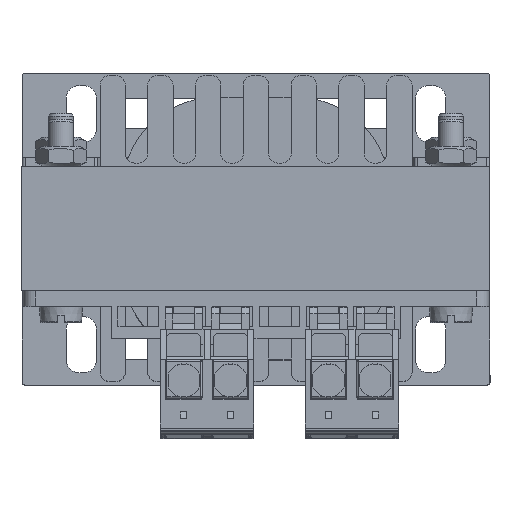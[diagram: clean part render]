
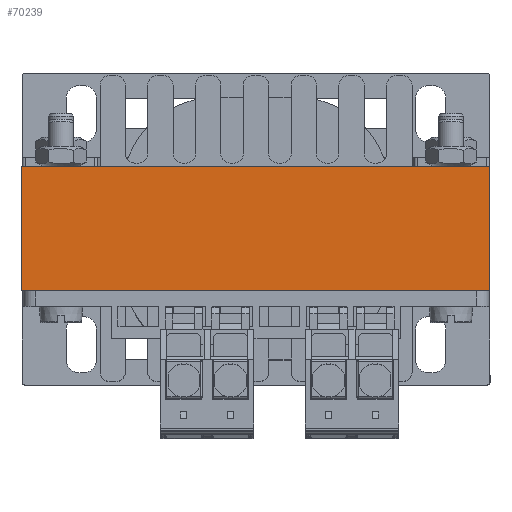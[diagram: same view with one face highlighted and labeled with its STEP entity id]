
A CAD part, top view. The second image highlights one B-rep face of the part: STEP entity #70239.
In plain terms, the highlighted planar face has unit normal (0, 0, 1).
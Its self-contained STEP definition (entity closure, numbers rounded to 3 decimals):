
#2713=PLANE('',#74154);
#5668=FACE_OUTER_BOUND('',#9329,.T.);
#9329=EDGE_LOOP('',(#49168,#49169,#49170,#49171));
#13168=LINE('',#97623,#22078);
#13170=LINE('',#97627,#22080);
#13171=LINE('',#97629,#22081);
#13172=LINE('',#97630,#22082);
#22078=VECTOR('',#79043,1.);
#22080=VECTOR('',#79047,1.);
#22081=VECTOR('',#79048,1.);
#22082=VECTOR('',#79049,1.);
#32124=VERTEX_POINT('',#97620);
#32125=VERTEX_POINT('',#97622);
#32126=VERTEX_POINT('',#97626);
#32127=VERTEX_POINT('',#97628);
#38854=EDGE_CURVE('',#32125,#32124,#13168,.T.);
#38856=EDGE_CURVE('',#32124,#32126,#13170,.T.);
#38857=EDGE_CURVE('',#32127,#32126,#13171,.T.);
#38858=EDGE_CURVE('',#32127,#32125,#13172,.T.);
#49168=ORIENTED_EDGE('',*,*,#38856,.T.);
#49169=ORIENTED_EDGE('',*,*,#38857,.F.);
#49170=ORIENTED_EDGE('',*,*,#38858,.T.);
#49171=ORIENTED_EDGE('',*,*,#38854,.T.);
#70239=ADVANCED_FACE('',(#5668),#2713,.T.);
#74154=AXIS2_PLACEMENT_3D('',#97625,#79045,#79046);
#79043=DIRECTION('',(0.,-1.,0.));
#79045=DIRECTION('center_axis',(0.,0.,1.));
#79046=DIRECTION('ref_axis',(0.,-1.,0.));
#79047=DIRECTION('',(1.,0.,0.));
#79048=DIRECTION('',(0.,-1.,0.));
#79049=DIRECTION('',(-1.,0.,0.));
#97620=CARTESIAN_POINT('',(792.517,1686.593,41.25));
#97622=CARTESIAN_POINT('',(792.517,1706.593,41.25));
#97623=CARTESIAN_POINT('',(792.517,1706.593,41.25));
#97625=CARTESIAN_POINT('Origin',(792.517,1706.593,41.25));
#97626=CARTESIAN_POINT('',(867.517,1686.593,41.25));
#97627=CARTESIAN_POINT('',(867.517,1686.593,41.25));
#97628=CARTESIAN_POINT('',(867.517,1706.593,41.25));
#97629=CARTESIAN_POINT('',(867.517,1706.593,41.25));
#97630=CARTESIAN_POINT('',(867.517,1706.593,41.25));
